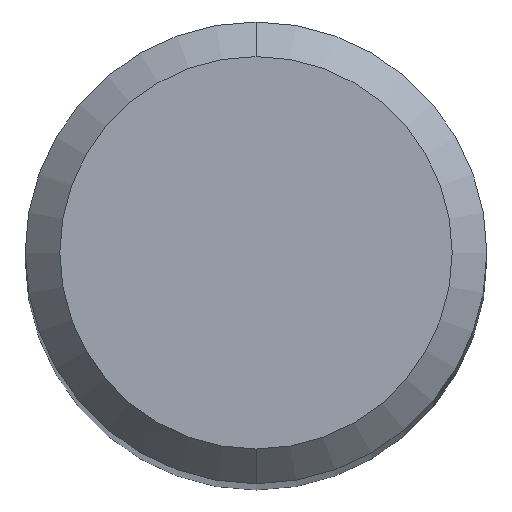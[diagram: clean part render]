
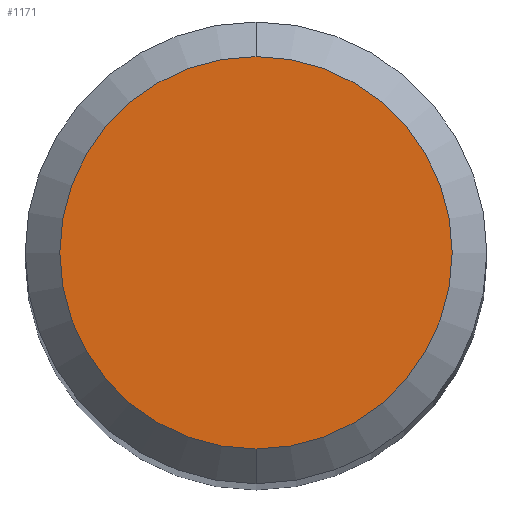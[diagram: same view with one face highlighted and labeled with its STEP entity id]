
A CAD part, top view. The second image highlights one B-rep face of the part: STEP entity #1171.
In plain terms, the highlighted planar face has unit normal (0, 0, 1).
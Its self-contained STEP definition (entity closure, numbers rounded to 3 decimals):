
#457=VERTEX_POINT('',#1286);
#465=EDGE_CURVE('',#777,#457,#1295,.T.);
#631=EDGE_CURVE('',#457,#777,#1472,.T.);
#777=VERTEX_POINT('',#1630);
#1171=ADVANCED_FACE('',(#2062),#2063,.T.);
#1286=CARTESIAN_POINT('',(0.,-1.7,0.0));
#1295=CIRCLE('',#2293,1.7);
#1472=CIRCLE('',#2993,1.7);
#1630=CARTESIAN_POINT('',(0.0,1.7,0.0));
#2062=FACE_OUTER_BOUND('',#5161,.T.);
#2063=PLANE('',#5162);
#2293=AXIS2_PLACEMENT_3D('',#5726,#5727,#5728);
#2993=AXIS2_PLACEMENT_3D('',#5880,#5881,#5882);
#5161=EDGE_LOOP('',(#6537,#6538));
#5162=AXIS2_PLACEMENT_3D('',#6539,#6540,#6541);
#5726=CARTESIAN_POINT('',(0.0,0.0,0.0));
#5727=DIRECTION('',(0.0,0.0,-1.0));
#5728=DIRECTION('',(0.0,1.0,0.0));
#5880=CARTESIAN_POINT('',(0.0,0.0,0.0));
#5881=DIRECTION('',(0.0,0.0,-1.0));
#5882=DIRECTION('',(0.0,1.0,0.0));
#6537=ORIENTED_EDGE('',*,*,#465,.F.);
#6538=ORIENTED_EDGE('',*,*,#631,.F.);
#6539=CARTESIAN_POINT('',(0.0,0.85,0.0));
#6540=DIRECTION('',(-0.0,0.0,1.0));
#6541=DIRECTION('',(0.0,-1.0,0.0));
